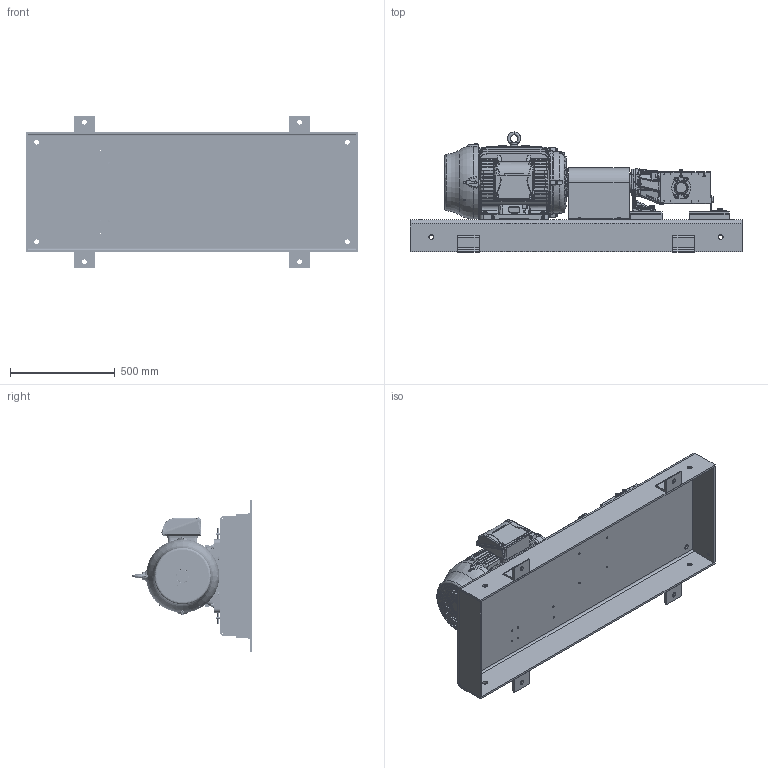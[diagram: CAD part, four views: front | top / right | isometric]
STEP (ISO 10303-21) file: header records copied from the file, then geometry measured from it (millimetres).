
FILE_DESCRIPTION (( 'STEP AP214' ), '1' );
FILE_NAME ('GPV-1026-032-U.STEP', '2016-09-29T13:29:42', ( '' ), ( '' ), 'SwSTEP 2.0', 'SolidWorks 2015', '' );
FILE_SCHEMA (( 'AUTOMOTIVE_DESIGN' ));
Length unit declared in the file: inch
Products named in the file (1): GPV-1026-032-U
Bounding box: 1587.5 x 573.26 x 730.25 mm (x, y, z)
Surface area: 7170105.7 mm2 (no closed solid volume)
Topology: 0 solids, 144 shells, 6098 faces, 15504 edges, 10071 vertices
Faces by surface type: plane 3028, cylinder 1312, bspline 899, cone 767, torus 62, sphere 30
Full cylindrical faces by diameter (mm): 4 x1, 5.105 x8, 6 x4, 6.35 x42, 6.528 x4, 7.25 x2, 7.45 x2, 7.925 x24, 7.937 x9, 7.938 x1, 7.95 x32, 8 x7, 8.731 x4, 9.525 x4, 10 x4, 10.716 x28, 11.1 x4, 11.6 x3, 12.7 x28, 13.46 x8, 13.487 x12, 14.275 x6, 14.287 x1, 14.288 x6, 15.6 x4, 15.681 x4, 17.462 x1, 17.463 x3, 19.05 x10, 22.212 x1
Entity records: 360216 total; most frequent: CARTESIAN_POINT 146252, ORIENTED_EDGE 29432, DIRECTION 22897, EDGE_CURVE 14721, VERTEX_POINT 9890, AXIS2_PLACEMENT_3D 7885, EDGE_LOOP 7408, VECTOR 7127
